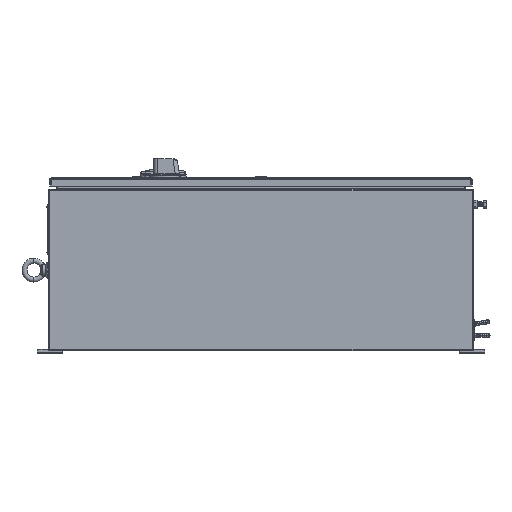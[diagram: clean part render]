
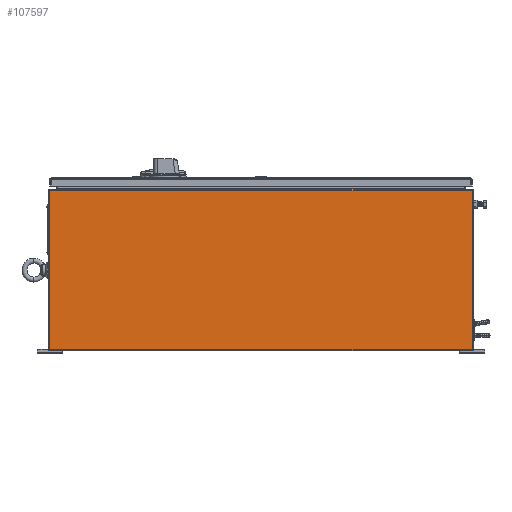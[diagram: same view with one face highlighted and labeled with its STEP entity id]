
A CAD part, left-side view. The second image highlights one B-rep face of the part: STEP entity #107597.
In plain terms, the highlighted planar face has unit normal (-1, 0, 0).
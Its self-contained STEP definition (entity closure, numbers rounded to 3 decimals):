
#241 = ORIENTED_EDGE ( 'NONE', *, *, #21971, .F. ) ;
#1821 = DIRECTION ( 'NONE',  ( 0., 0., -1. ) ) ;
#12097 = VECTOR ( 'NONE', #123499, 1000. ) ;
#13904 = EDGE_CURVE ( 'NONE', #112597, #100862, #82500, .T. ) ;
#19653 = CARTESIAN_POINT ( 'NONE',  ( -557.728, -387.159, -42.145 ) ) ;
#21821 = CARTESIAN_POINT ( 'NONE',  ( -557.728, -387.159, 359.226 ) ) ;
#21971 = EDGE_CURVE ( 'NONE', #54332, #112597, #76216, .T. ) ;
#23181 = LINE ( 'NONE', #122908, #47998 ) ;
#30931 = ORIENTED_EDGE ( 'NONE', *, *, #79639, .T. ) ;
#36001 = CARTESIAN_POINT ( 'NONE',  ( -557.728, 674.611, -42.145 ) ) ;
#36779 = VECTOR ( 'NONE', #120356, 1000. ) ;
#38958 = DIRECTION ( 'NONE',  ( 0., 0., 1. ) ) ;
#40970 = CARTESIAN_POINT ( 'NONE',  ( -557.728, 674.611, 158.541 ) ) ;
#45397 = CARTESIAN_POINT ( 'NONE',  ( -557.728, 143.097, 359.226 ) ) ;
#47998 = VECTOR ( 'NONE', #105129, 1000. ) ;
#48809 = PLANE ( 'NONE',  #60195 ) ;
#54332 = VERTEX_POINT ( 'NONE', #59578 ) ;
#55005 = EDGE_LOOP ( 'NONE', ( #241, #111733, #30931, #109146 ) ) ;
#59578 = CARTESIAN_POINT ( 'NONE',  ( -557.728, 674.611, 359.226 ) ) ;
#60195 = AXIS2_PLACEMENT_3D ( 'NONE', #117054, #128864, #38958 ) ;
#76216 = LINE ( 'NONE', #45397, #12097 ) ;
#77967 = EDGE_CURVE ( 'NONE', #116867, #54332, #122311, .T. ) ;
#79639 = EDGE_CURVE ( 'NONE', #116867, #100862, #23181, .T. ) ;
#82404 = VECTOR ( 'NONE', #1821, 1000. ) ;
#82500 = LINE ( 'NONE', #129754, #82404 ) ;
#96747 = FACE_OUTER_BOUND ( 'NONE', #55005, .T. ) ;
#100862 = VERTEX_POINT ( 'NONE', #19653 ) ;
#105129 = DIRECTION ( 'NONE',  ( 0., -1., 0. ) ) ;
#107597 = ADVANCED_FACE ( 'NONE', ( #96747 ), #48809, .T. ) ;
#109146 = ORIENTED_EDGE ( 'NONE', *, *, #13904, .F. ) ;
#111733 = ORIENTED_EDGE ( 'NONE', *, *, #77967, .F. ) ;
#112597 = VERTEX_POINT ( 'NONE', #21821 ) ;
#116867 = VERTEX_POINT ( 'NONE', #36001 ) ;
#117054 = CARTESIAN_POINT ( 'NONE',  ( -557.728, -389.674, 361.741 ) ) ;
#120356 = DIRECTION ( 'NONE',  ( 0., 0., 1. ) ) ;
#122311 = LINE ( 'NONE', #40970, #36779 ) ;
#122908 = CARTESIAN_POINT ( 'NONE',  ( -557.728, 410.426, -42.145 ) ) ;
#123499 = DIRECTION ( 'NONE',  ( 0., -1., 0. ) ) ;
#128864 = DIRECTION ( 'NONE',  ( -1., 0., 0. ) ) ;
#129754 = CARTESIAN_POINT ( 'NONE',  ( -557.728, -387.159, 158.541 ) ) ;
